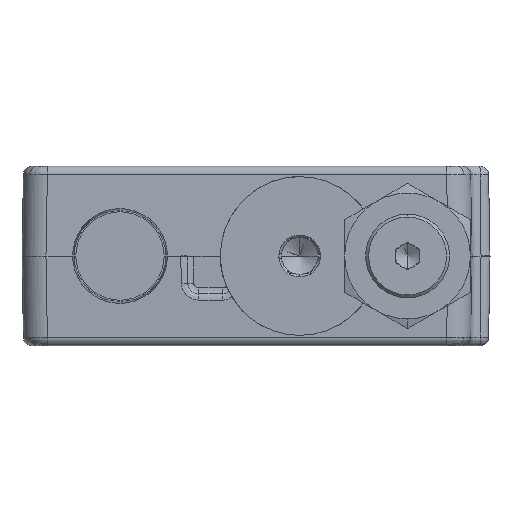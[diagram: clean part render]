
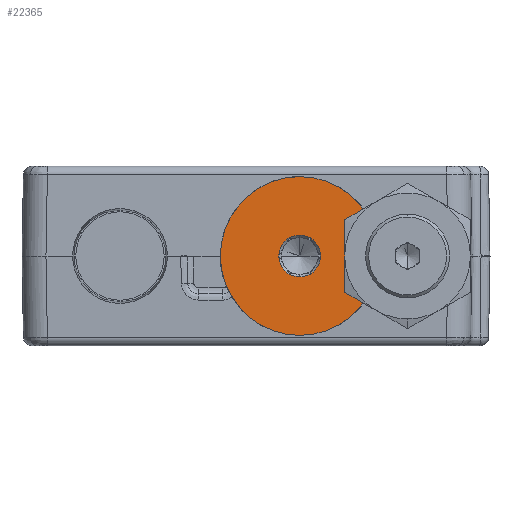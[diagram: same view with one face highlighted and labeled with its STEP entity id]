
A CAD part, left-side view. The second image highlights one B-rep face of the part: STEP entity #22365.
In plain terms, the highlighted planar face has unit normal (-1, 0, 0).
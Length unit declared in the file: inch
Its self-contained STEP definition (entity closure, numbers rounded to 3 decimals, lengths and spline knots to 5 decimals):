
#1164 = VERTEX_POINT ( 'NONE', #28278 ) ;
#1403 = CIRCLE ( 'NONE', #10464, 0.828 ) ;
#2211 = ORIENTED_EDGE ( 'NONE', *, *, #28350, .F. ) ;
#2588 = EDGE_CURVE ( 'NONE', #24139, #13722, #10542, .T. ) ;
#2729 = CARTESIAN_POINT ( 'NONE',  ( -2.195, 0., -0.828 ) ) ;
#4708 = ORIENTED_EDGE ( 'NONE', *, *, #2588, .F. ) ;
#4748 = CARTESIAN_POINT ( 'NONE',  ( -2.195, 0., 0. ) ) ;
#5721 = PLANE ( 'NONE',  #18960 ) ;
#6183 = CARTESIAN_POINT ( 'NONE',  ( -2.195, 0., 0. ) ) ;
#7386 = CARTESIAN_POINT ( 'NONE',  ( -2.195, -1.125, 0. ) ) ;
#7407 = DIRECTION ( 'NONE',  ( 0., 0., 1. ) ) ;
#8182 = DIRECTION ( 'NONE',  ( -1., 0., 0. ) ) ;
#8279 = CARTESIAN_POINT ( 'NONE',  ( -2.195, -0.80133, -0.20847 ) ) ;
#8843 = DIRECTION ( 'NONE',  ( 0., 0., 1. ) ) ;
#9188 = CIRCLE ( 'NONE', #17035, 0.385 ) ;
#9327 = ORIENTED_EDGE ( 'NONE', *, *, #22004, .T. ) ;
#9592 = EDGE_CURVE ( 'NONE', #11619, #26842, #16011, .T. ) ;
#9923 = EDGE_LOOP ( 'NONE', ( #4708, #30358 ) ) ;
#10058 = DIRECTION ( 'NONE',  ( 0., 0., -1. ) ) ;
#10072 = DIRECTION ( 'NONE',  ( -1., 0., 0. ) ) ;
#10464 = AXIS2_PLACEMENT_3D ( 'NONE', #25739, #10072, #28322 ) ;
#10542 = CIRCLE ( 'NONE', #31707, 0.218 ) ;
#10594 = AXIS2_PLACEMENT_3D ( 'NONE', #4748, #23125, #7407 ) ;
#11009 = DIRECTION ( 'NONE',  ( 1., 0., 0. ) ) ;
#11347 = VERTEX_POINT ( 'NONE', #8279 ) ;
#11619 = VERTEX_POINT ( 'NONE', #27751 ) ;
#12918 = EDGE_CURVE ( 'NONE', #26842, #11347, #1403, .T. ) ;
#13722 = VERTEX_POINT ( 'NONE', #15410 ) ;
#13938 = CIRCLE ( 'NONE', #17691, 0.218 ) ;
#15410 = CARTESIAN_POINT ( 'NONE',  ( -2.195, 0., -0.218 ) ) ;
#16011 = CIRCLE ( 'NONE', #10594, 0.828 ) ;
#16865 = FACE_OUTER_BOUND ( 'NONE', #20443, .T. ) ;
#17035 = AXIS2_PLACEMENT_3D ( 'NONE', #7386, #25731, #10058 ) ;
#17691 = AXIS2_PLACEMENT_3D ( 'NONE', #6183, #24564, #8843 ) ;
#18960 = AXIS2_PLACEMENT_3D ( 'NONE', #24097, #11009, #29279 ) ;
#20443 = EDGE_LOOP ( 'NONE', ( #2211, #9327, #22281, #29956 ) ) ;
#21746 = CIRCLE ( 'NONE', #23166, 0.828 ) ;
#21871 = FACE_BOUND ( 'NONE', #9923, .T. ) ;
#22004 = EDGE_CURVE ( 'NONE', #1164, #11619, #21746, .T. ) ;
#22281 = ORIENTED_EDGE ( 'NONE', *, *, #9592, .T. ) ;
#22365 = ADVANCED_FACE ( 'NONE', ( #21871, #16865 ), #5721, .F. ) ;
#22698 = CARTESIAN_POINT ( 'NONE',  ( -2.195, 0., 0.218 ) ) ;
#23125 = DIRECTION ( 'NONE',  ( -1., 0., 0. ) ) ;
#23166 = AXIS2_PLACEMENT_3D ( 'NONE', #23895, #8182, #26499 ) ;
#23895 = CARTESIAN_POINT ( 'NONE',  ( -2.195, 0., 0. ) ) ;
#24097 = CARTESIAN_POINT ( 'NONE',  ( -2.195, 0.574, 0. ) ) ;
#24139 = VERTEX_POINT ( 'NONE', #22698 ) ;
#24564 = DIRECTION ( 'NONE',  ( -1., 0., 0. ) ) ;
#24788 = DIRECTION ( 'NONE',  ( 0., 0., 1. ) ) ;
#25485 = DIRECTION ( 'NONE',  ( -1., 0., 0. ) ) ;
#25640 = CARTESIAN_POINT ( 'NONE',  ( -2.195, 0., 0. ) ) ;
#25731 = DIRECTION ( 'NONE',  ( -1., 0., 0. ) ) ;
#25739 = CARTESIAN_POINT ( 'NONE',  ( -2.195, 0., 0. ) ) ;
#26499 = DIRECTION ( 'NONE',  ( 0., 0., 1. ) ) ;
#26842 = VERTEX_POINT ( 'NONE', #2729 ) ;
#27401 = EDGE_CURVE ( 'NONE', #13722, #24139, #13938, .T. ) ;
#27751 = CARTESIAN_POINT ( 'NONE',  ( -2.195, 0., 0.828 ) ) ;
#28278 = CARTESIAN_POINT ( 'NONE',  ( -2.195, -0.80133, 0.20847 ) ) ;
#28322 = DIRECTION ( 'NONE',  ( 0., 0., 1. ) ) ;
#28350 = EDGE_CURVE ( 'NONE', #1164, #11347, #9188, .T. ) ;
#29279 = DIRECTION ( 'NONE',  ( 0., 0., -1. ) ) ;
#29956 = ORIENTED_EDGE ( 'NONE', *, *, #12918, .T. ) ;
#30358 = ORIENTED_EDGE ( 'NONE', *, *, #27401, .F. ) ;
#31707 = AXIS2_PLACEMENT_3D ( 'NONE', #25640, #25485, #24788 ) ;
